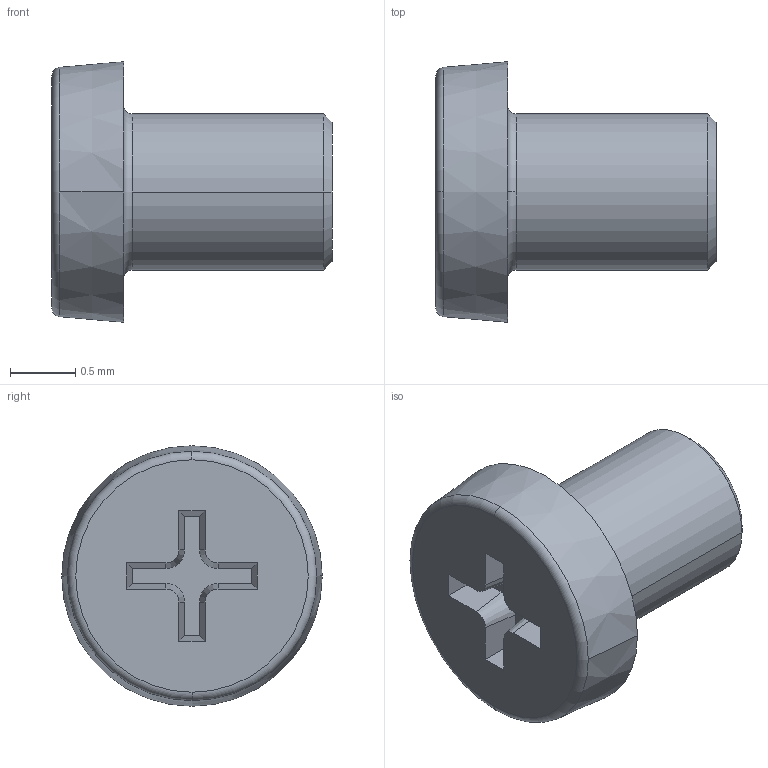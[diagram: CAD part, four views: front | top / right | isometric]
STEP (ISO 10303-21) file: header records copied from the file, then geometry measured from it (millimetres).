
FILE_DESCRIPTION (( 'STEP AP214' ), '1' );
FILE_NAME ('screw_gb_t_13806_1_m1_2x1_6_a.STEP', '2023-11-25T07:37:43', ( '' ), ( '' ), 'SwSTEP 2.0', 'SolidWorks 2023', '' );
FILE_SCHEMA (( 'AUTOMOTIVE_DESIGN' ));
Length unit declared in the file: millimetre
Products named in the file (1): screw_gb_t_13806_1_m1_2x1_6_a
Bounding box: 2.15 x 2 x 2 mm (x, y, z)
Volume: 3.4 mm3; surface area: 15.9 mm2
Topology: 1 solids, 1 shells, 30 faces, 76 edges, 50 vertices
Faces by surface type: plane 16, cone 8, torus 4, cylinder 2
Entity records: 1267 total; most frequent: DIRECTION 168, CARTESIAN_POINT 157, ORIENTED_EDGE 152, EDGE_CURVE 76, AXIS2_PLACEMENT_3D 61, VERTEX_POINT 50, VECTOR 46, LINE 46
